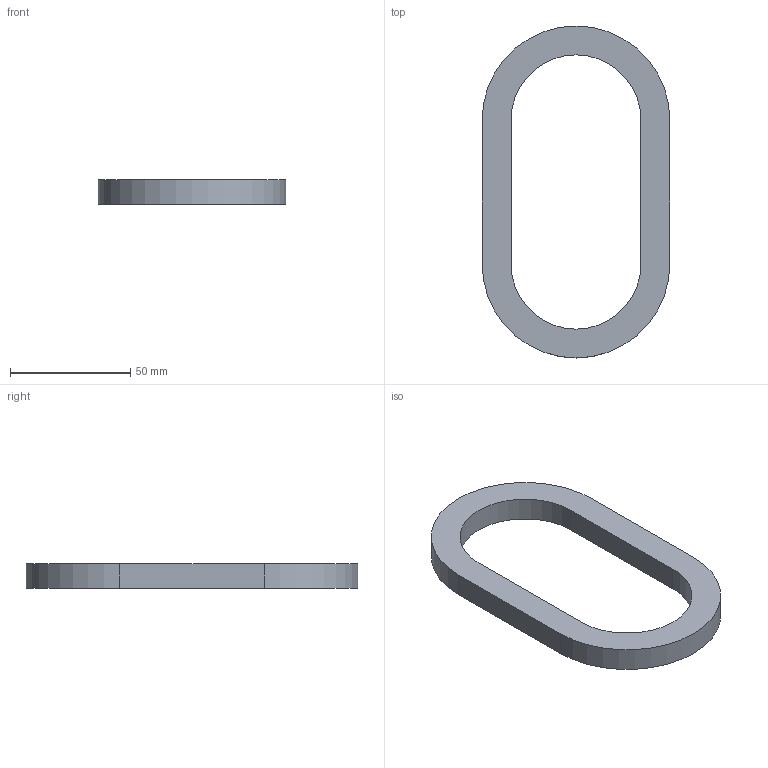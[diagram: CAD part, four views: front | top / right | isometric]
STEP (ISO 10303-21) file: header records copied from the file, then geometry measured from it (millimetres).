
FILE_DESCRIPTION(/* description */ (''),/* implementation_level */ '2;1');
FILE_NAME(/* name */ 'IndyMill_dust_shoe_bottom.step',/* time_stamp */ '2021-02-11T21:06:57+01:00',/* author */ (''),/* organization */ (''),/* preprocessor_version */ 'ST-DEVELOPER v18.1',/* originating_system */ 'Autodesk Translation Framework v9.7.1.1290',/* authorisation */ '');
FILE_SCHEMA (('AUTOMOTIVE_DESIGN { 1 0 10303 214 3 1 1 }'));
Length unit declared in the file: millimetre
Products named in the file (1): IndyMill_dust_shoe_bottom
Bounding box: 78 x 138 x 10 mm (x, y, z)
Volume: 37475 mm3; surface area: 15498 mm2
Topology: 1 solids, 1 shells, 22 faces, 42 edges, 28 vertices
Faces by surface type: plane 12, cylinder 10
Full cylindrical faces by diameter (mm): 6.6 x6
Entity records: 603 total; most frequent: DIRECTION 108, CARTESIAN_POINT 93, ORIENTED_EDGE 84, AXIS2_PLACEMENT_3D 43, EDGE_CURVE 42, EDGE_LOOP 30, VERTEX_POINT 28, FACE_OUTER_BOUND 22
